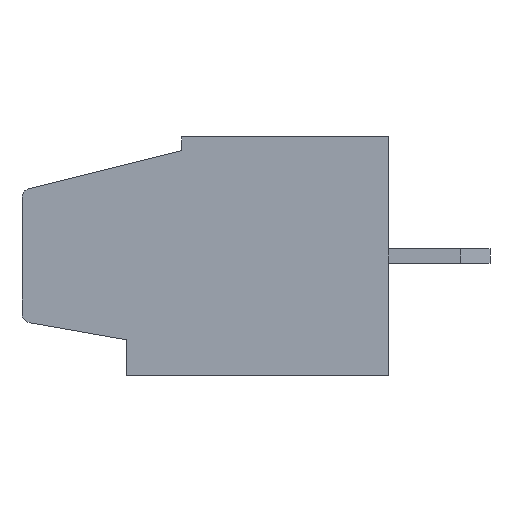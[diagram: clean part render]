
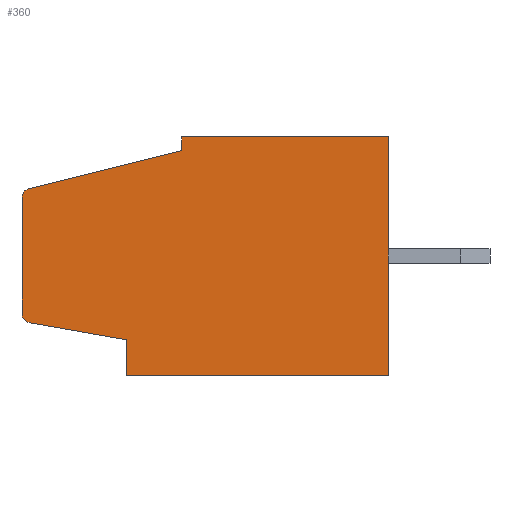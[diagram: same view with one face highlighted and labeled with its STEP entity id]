
A CAD part, left-side view. The second image highlights one B-rep face of the part: STEP entity #360.
In plain terms, the highlighted planar face has unit normal (-1, 0, 0).
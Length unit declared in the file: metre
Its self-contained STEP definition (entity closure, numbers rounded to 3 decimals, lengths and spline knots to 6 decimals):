
#360=ADVANCED_FACE('',(#920),#921,.F.);
#920=FACE_OUTER_BOUND('',#1715,.T.);
#921=PLANE('',#1716);
#1715=EDGE_LOOP('',(#2816,#2817,#2818,#2819,#2820,#2821,#2822,#2823,#2824,#2825));
#1716=AXIS2_PLACEMENT_3D('',#2826,#2827,#2828);
#2816=ORIENTED_EDGE('',*,*,#4908,.F.);
#2817=ORIENTED_EDGE('',*,*,#4909,.F.);
#2818=ORIENTED_EDGE('',*,*,#4910,.F.);
#2819=ORIENTED_EDGE('',*,*,#4911,.F.);
#2820=ORIENTED_EDGE('',*,*,#4912,.F.);
#2821=ORIENTED_EDGE('',*,*,#4913,.F.);
#2822=ORIENTED_EDGE('',*,*,#4914,.F.);
#2823=ORIENTED_EDGE('',*,*,#4915,.F.);
#2824=ORIENTED_EDGE('',*,*,#4916,.F.);
#2825=ORIENTED_EDGE('',*,*,#4787,.F.);
#2826=CARTESIAN_POINT('',(0.0,0.0123,-0.006098));
#2827=DIRECTION('',(1.0,0.,0.));
#2828=DIRECTION('',(0.,0.0,1.0));
#4787=EDGE_CURVE('',#5817,#5813,#5819,.T.);
#4908=EDGE_CURVE('',#6014,#5817,#6015,.T.);
#4909=EDGE_CURVE('',#6016,#6014,#6017,.T.);
#4910=EDGE_CURVE('',#6018,#6016,#6019,.T.);
#4911=EDGE_CURVE('',#6020,#6018,#6021,.T.);
#4912=EDGE_CURVE('',#6022,#6020,#6023,.T.);
#4913=EDGE_CURVE('',#6024,#6022,#6025,.T.);
#4914=EDGE_CURVE('',#6026,#6024,#6027,.T.);
#4915=EDGE_CURVE('',#6028,#6026,#6029,.T.);
#4916=EDGE_CURVE('',#5813,#6028,#6030,.T.);
#5813=VERTEX_POINT('',#7322);
#5817=VERTEX_POINT('',#7327);
#5819=CIRCLE('',#7330,0.0003);
#6014=VERTEX_POINT('',#7630);
#6015=LINE('',#7631,#7632);
#6016=VERTEX_POINT('',#7633);
#6017=CIRCLE('',#7634,0.0003);
#6018=VERTEX_POINT('',#7635);
#6019=LINE('',#7636,#7637);
#6020=VERTEX_POINT('',#7638);
#6021=LINE('',#7639,#7640);
#6022=VERTEX_POINT('',#7641);
#6023=LINE('',#7642,#7643);
#6024=VERTEX_POINT('',#7644);
#6025=LINE('',#7645,#7646);
#6026=VERTEX_POINT('',#7647);
#6027=LINE('',#7648,#7649);
#6028=VERTEX_POINT('',#7650);
#6029=LINE('',#7651,#7652);
#6030=LINE('',#7653,#7654);
#7322=CARTESIAN_POINT('',(0.0,0.012373,-0.001793));
#7327=CARTESIAN_POINT('',(0.0,0.0126,-0.002084));
#7330=AXIS2_PLACEMENT_3D('',#8993,#8994,#8995);
#7630=CARTESIAN_POINT('',(0.0,0.0126,-0.006098));
#7631=CARTESIAN_POINT('',(0.0,0.0126,-0.002084));
#7632=VECTOR('',#9131,1.0);
#7633=CARTESIAN_POINT('',(0.0,0.012352,-0.006394));
#7634=AXIS2_PLACEMENT_3D('',#9132,#9133,#9134);
#7635=CARTESIAN_POINT('',(0.0,0.009,-0.006985));
#7636=CARTESIAN_POINT('',(0.0,0.012352,-0.006394));
#7637=VECTOR('',#9135,1.0);
#7638=CARTESIAN_POINT('',(0.0,0.009,-0.0082));
#7639=CARTESIAN_POINT('',(0.0,0.009,-0.006985));
#7640=VECTOR('',#9136,1.0);
#7641=CARTESIAN_POINT('',(0.0,0.0,-0.0082));
#7642=CARTESIAN_POINT('',(0.0,0.009,-0.0082));
#7643=VECTOR('',#9137,1.0);
#7644=CARTESIAN_POINT('',(0.0,0.0,0.0));
#7645=CARTESIAN_POINT('',(0.0,0.0,-0.0082));
#7646=VECTOR('',#9138,1.0);
#7647=CARTESIAN_POINT('',(0.0,0.0071,0.0));
#7648=CARTESIAN_POINT('',(0.0,0.0,0.0));
#7649=VECTOR('',#9139,1.0);
#7650=CARTESIAN_POINT('',(0.0,0.0071,-0.000479));
#7651=CARTESIAN_POINT('',(0.0,0.0071,0.0));
#7652=VECTOR('',#9140,1.0);
#7653=CARTESIAN_POINT('',(0.0,0.0071,-0.000479));
#7654=VECTOR('',#9141,1.0);
#8993=CARTESIAN_POINT('',(0.0,0.0123,-0.002084));
#8994=DIRECTION('',(1.0,0.,0.));
#8995=DIRECTION('',(0.,-0.788,-0.616));
#9131=DIRECTION('',(0.,0.,1.0));
#9132=CARTESIAN_POINT('',(0.0,0.0123,-0.006098));
#9133=DIRECTION('',(1.0,0.,0.));
#9134=DIRECTION('',(0.,-0.766,0.643));
#9135=DIRECTION('',(0.,0.985,0.174));
#9136=DIRECTION('',(0.,0.,1.0));
#9137=DIRECTION('',(0.,1.0,0.));
#9138=DIRECTION('',(0.,0.,-1.0));
#9139=DIRECTION('',(0.,-1.0,0.));
#9140=DIRECTION('',(0.,0.,1.0));
#9141=DIRECTION('',(0.,-0.97,0.242));
